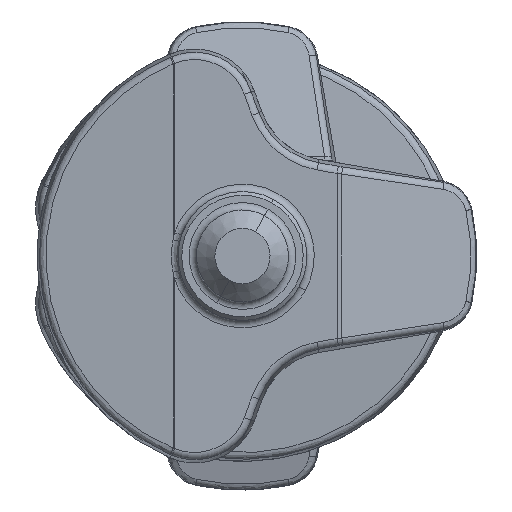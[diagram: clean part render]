
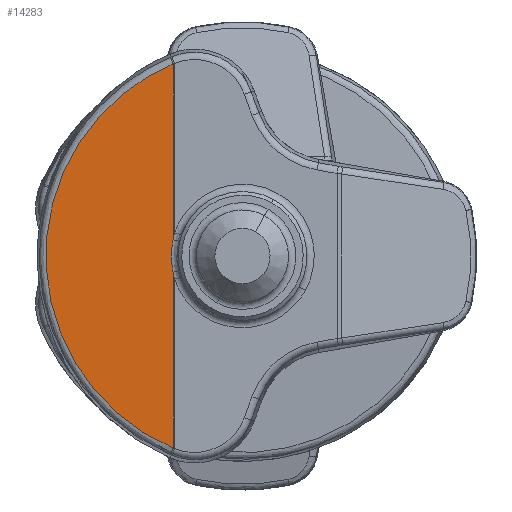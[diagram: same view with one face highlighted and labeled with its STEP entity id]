
A CAD part, front view. The second image highlights one B-rep face of the part: STEP entity #14283.
In plain terms, the highlighted planar face has unit normal (-0.08, -0.997, 0).
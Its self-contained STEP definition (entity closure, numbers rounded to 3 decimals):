
#13536=CARTESIAN_POINT('Control Point',(-18.834,-164.478,-52.197)) ;
#13537=CARTESIAN_POINT('Control Point',(-18.837,-164.477,-52.196)) ;
#13538=CARTESIAN_POINT('Control Point',(-18.84,-164.477,-52.195)) ;
#13539=CARTESIAN_POINT('Control Point',(-18.843,-164.477,-52.193)) ;
#13540=CARTESIAN_POINT('Control Point',(-18.846,-164.477,-52.192)) ;
#13541=CARTESIAN_POINT('Control Point',(-18.85,-164.476,-52.191)) ;
#13542=CARTESIAN_POINT('Vertex',(-18.834,-164.478,-52.197)) ;
#13544=CARTESIAN_POINT('Vertex',(-18.85,-164.476,-52.191)) ;
#13724=CARTESIAN_POINT('Control Point',(-18.85,-164.476,-52.191)) ;
#13725=CARTESIAN_POINT('Control Point',(-18.909,-164.472,-52.165)) ;
#13726=CARTESIAN_POINT('Control Point',(-18.969,-164.467,-52.14)) ;
#13727=CARTESIAN_POINT('Control Point',(-19.029,-164.462,-52.114)) ;
#13728=CARTESIAN_POINT('Control Point',(-24.19,-164.049,-49.897)) ;
#13729=CARTESIAN_POINT('Control Point',(-29.079,-163.658,-47.039)) ;
#13730=CARTESIAN_POINT('Control Point',(-33.544,-163.301,-43.631)) ;
#13731=CARTESIAN_POINT('Control Point',(-41.537,-162.661,-35.798)) ;
#13732=CARTESIAN_POINT('Control Point',(-47.409,-162.192,-26.255)) ;
#13733=CARTESIAN_POINT('Control Point',(-49.741,-162.005,-21.153)) ;
#13734=CARTESIAN_POINT('Control Point',(-53.107,-161.736,-10.482)) ;
#13735=CARTESIAN_POINT('Control Point',(-53.799,-161.68,0.691)) ;
#13736=CARTESIAN_POINT('Control Point',(-53.455,-161.708,6.289)) ;
#13737=CARTESIAN_POINT('Control Point',(-51.404,-161.872,17.295)) ;
#13738=CARTESIAN_POINT('Control Point',(-46.76,-162.244,27.475)) ;
#13739=CARTESIAN_POINT('Control Point',(-43.822,-162.479,32.255)) ;
#13740=CARTESIAN_POINT('Control Point',(-37.661,-162.971,39.964)) ;
#13741=CARTESIAN_POINT('Control Point',(-30.032,-163.582,46.156)) ;
#13742=CARTESIAN_POINT('Control Point',(-26.487,-163.865,48.52)) ;
#13743=CARTESIAN_POINT('Control Point',(-22.744,-164.165,50.537)) ;
#13744=CARTESIAN_POINT('Control Point',(-18.85,-164.476,52.191)) ;
#13745=CARTESIAN_POINT('Vertex',(-18.85,-164.476,52.191)) ;
#13837=CARTESIAN_POINT('Vertex',(-18.834,-164.478,52.197)) ;
#13874=CARTESIAN_POINT('Control Point',(-18.85,-164.476,52.191)) ;
#13875=CARTESIAN_POINT('Control Point',(-18.846,-164.477,52.192)) ;
#13876=CARTESIAN_POINT('Control Point',(-18.843,-164.477,52.193)) ;
#13877=CARTESIAN_POINT('Control Point',(-18.84,-164.477,52.195)) ;
#13878=CARTESIAN_POINT('Control Point',(-18.837,-164.477,52.196)) ;
#13879=CARTESIAN_POINT('Control Point',(-18.834,-164.478,52.197)) ;
#14245=CARTESIAN_POINT('Axis2P3D Location',(-18.635,-164.494,0.)) ;
#14251=CARTESIAN_POINT('Control Point',(-18.834,-164.478,-4.415)) ;
#14252=CARTESIAN_POINT('Control Point',(-18.96,-164.467,-3.871)) ;
#14253=CARTESIAN_POINT('Control Point',(-19.067,-164.459,-3.323)) ;
#14254=CARTESIAN_POINT('Control Point',(-19.155,-164.452,-2.771)) ;
#14255=CARTESIAN_POINT('Control Point',(-19.37,-164.435,-1.002)) ;
#14256=CARTESIAN_POINT('Control Point',(-19.382,-164.434,0.785)) ;
#14257=CARTESIAN_POINT('Control Point',(-19.295,-164.441,2.011)) ;
#14258=CARTESIAN_POINT('Control Point',(-19.111,-164.455,3.224)) ;
#14259=CARTESIAN_POINT('Control Point',(-18.834,-164.478,4.415)) ;
#14260=CARTESIAN_POINT('Vertex',(-18.834,-164.478,4.415)) ;
#14262=CARTESIAN_POINT('Vertex',(-18.834,-164.478,-4.415)) ;
#14265=CARTESIAN_POINT('Line Origine',(-18.834,-164.478,28.306)) ;
#14270=CARTESIAN_POINT('Line Origine',(-18.834,-164.478,-28.306)) ;
#14246=DIRECTION('Axis2P3D Direction',(0.08,0.997,0.)) ;
#14247=DIRECTION('Axis2P3D XDirection',(-0.997,0.08,0.)) ;
#14266=DIRECTION('Vector Direction',(0.,0.,1.)) ;
#14271=DIRECTION('Vector Direction',(0.,0.,1.)) ;
#14248=AXIS2_PLACEMENT_3D('Plane Axis2P3D',#14245,#14246,#14247) ;
#14276=ORIENTED_EDGE('',*,*,#14264,.F.) ;
#14277=ORIENTED_EDGE('',*,*,#14269,.T.) ;
#14278=ORIENTED_EDGE('',*,*,#13880,.F.) ;
#14279=ORIENTED_EDGE('',*,*,#13747,.F.) ;
#14280=ORIENTED_EDGE('',*,*,#13546,.F.) ;
#14281=ORIENTED_EDGE('',*,*,#14274,.T.) ;
#14267=VECTOR('Line Direction',#14266,1.) ;
#14272=VECTOR('Line Direction',#14271,1.) ;
#14283=ADVANCED_FACE('Corps principal',(#14282),#14249,.F.) ;
#13535=B_SPLINE_CURVE_WITH_KNOTS('',5,(#13536,#13537,#13538,#13539,#13540,#13541),.UNSPECIFIED.,.F.,.U.,(6,6),(44.202,44.228),.UNSPECIFIED.) ;
#13723=B_SPLINE_CURVE_WITH_KNOTS('',5,(#13724,#13725,#13726,#13727,#13728,#13729,#13730,#13731,#13732,#13733,#13734,#13735,#13736,#13737,#13738,#13739,#13740,#13741,#13742,#13743,#13744),.UNSPECIFIED.,.F.,.U.,(6,3,3,3,3,3,6),(38.532,39.006,79.469,119.785,160.053,200.398,231.236),.UNSPECIFIED.) ;
#13873=B_SPLINE_CURVE_WITH_KNOTS('',5,(#13874,#13875,#13876,#13877,#13878,#13879),.UNSPECIFIED.,.F.,.U.,(6,6),(52.774,52.801),.UNSPECIFIED.) ;
#14250=B_SPLINE_CURVE_WITH_KNOTS('',5,(#14251,#14252,#14253,#14254,#14255,#14256,#14257,#14258,#14259),.UNSPECIFIED.,.F.,.U.,(6,3,6),(63.371,67.122,75.341),.UNSPECIFIED.) ;
#13546=EDGE_CURVE('',#13543,#13545,#13535,.T.) ;
#13747=EDGE_CURVE('',#13545,#13746,#13723,.T.) ;
#13880=EDGE_CURVE('',#13746,#13838,#13873,.T.) ;
#14264=EDGE_CURVE('',#14261,#14263,#14250,.F.) ;
#14269=EDGE_CURVE('',#14261,#13838,#14268,.T.) ;
#14274=EDGE_CURVE('',#13543,#14263,#14273,.T.) ;
#14275=EDGE_LOOP('',(#14276,#14277,#14278,#14279,#14280,#14281)) ;
#14282=FACE_OUTER_BOUND('',#14275,.T.) ;
#14268=LINE('Line',#14265,#14267) ;
#14273=LINE('Line',#14270,#14272) ;
#14249=PLANE('',#14248) ;
#13543=VERTEX_POINT('',#13542) ;
#13545=VERTEX_POINT('',#13544) ;
#13746=VERTEX_POINT('',#13745) ;
#13838=VERTEX_POINT('',#13837) ;
#14261=VERTEX_POINT('',#14260) ;
#14263=VERTEX_POINT('',#14262) ;
